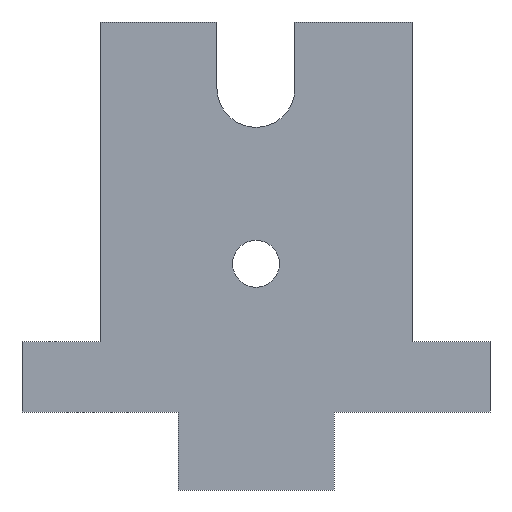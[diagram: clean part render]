
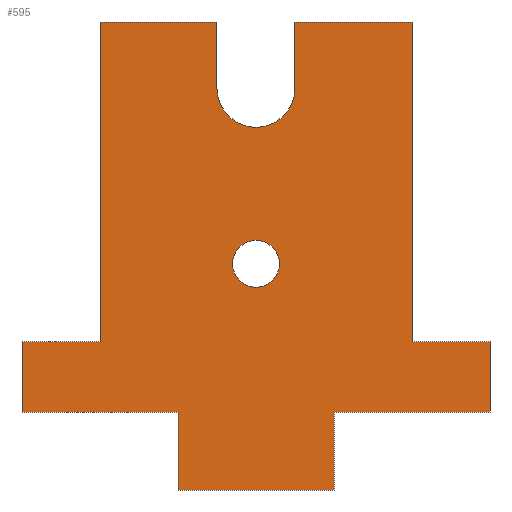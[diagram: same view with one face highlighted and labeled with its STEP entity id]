
A CAD part, left-side view. The second image highlights one B-rep face of the part: STEP entity #595.
In plain terms, the highlighted planar face has unit normal (1, 0, 0).
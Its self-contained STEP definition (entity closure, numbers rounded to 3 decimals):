
#123=AXIS2_PLACEMENT_3D('Circle Axis2P3D',#121,#122,$) ;
#557=AXIS2_PLACEMENT_3D('Plane Axis2P3D',#554,#555,#556) ;
#579=AXIS2_PLACEMENT_3D('Circle Axis2P3D',#577,#578,$) ;
#588=AXIS2_PLACEMENT_3D('Circle Axis2P3D',#586,#587,$) ;
#36=CARTESIAN_POINT('Line Origine',(-194.,-12.5,-32.)) ;
#40=CARTESIAN_POINT('Vertex',(-194.,-20.,-32.)) ;
#42=CARTESIAN_POINT('Vertex',(-194.,-5.,-32.)) ;
#76=CARTESIAN_POINT('Line Origine',(-194.,-5.,-36.25)) ;
#80=CARTESIAN_POINT('Vertex',(-194.,-5.,-40.5)) ;
#113=CARTESIAN_POINT('Vertex',(-194.,5.,-40.5)) ;
#121=CARTESIAN_POINT('Axis2P3D Location',(-194.,0.,-40.5)) ;
#144=CARTESIAN_POINT('Vertex',(-194.,5.,-32.)) ;
#152=CARTESIAN_POINT('Line Origine',(-194.,5.,-36.25)) ;
#164=CARTESIAN_POINT('Line Origine',(-194.,12.5,-32.)) ;
#168=CARTESIAN_POINT('Vertex',(-194.,20.,-32.)) ;
#195=CARTESIAN_POINT('Line Origine',(-194.,20.,-52.5)) ;
#199=CARTESIAN_POINT('Vertex',(-194.,20.,-73.)) ;
#226=CARTESIAN_POINT('Line Origine',(-194.,25.,-73.)) ;
#230=CARTESIAN_POINT('Vertex',(-194.,30.,-73.)) ;
#257=CARTESIAN_POINT('Line Origine',(-194.,30.,-77.5)) ;
#261=CARTESIAN_POINT('Vertex',(-194.,30.,-82.)) ;
#288=CARTESIAN_POINT('Line Origine',(-194.,20.,-82.)) ;
#292=CARTESIAN_POINT('Vertex',(-194.,10.,-82.)) ;
#319=CARTESIAN_POINT('Line Origine',(-194.,10.,-87.)) ;
#323=CARTESIAN_POINT('Vertex',(-194.,10.,-92.)) ;
#350=CARTESIAN_POINT('Line Origine',(-194.,0.,-92.)) ;
#354=CARTESIAN_POINT('Vertex',(-194.,-10.,-92.)) ;
#381=CARTESIAN_POINT('Line Origine',(-194.,-10.,-87.)) ;
#385=CARTESIAN_POINT('Vertex',(-194.,-10.,-82.)) ;
#413=CARTESIAN_POINT('Vertex',(-194.,-30.,-82.)) ;
#421=CARTESIAN_POINT('Line Origine',(-194.,-20.,-82.)) ;
#444=CARTESIAN_POINT('Vertex',(-194.,-30.,-73.)) ;
#452=CARTESIAN_POINT('Line Origine',(-194.,-30.,-77.5)) ;
#470=CARTESIAN_POINT('Vertex',(-194.,-20.,-73.)) ;
#478=CARTESIAN_POINT('Line Origine',(-194.,-25.,-73.)) ;
#500=CARTESIAN_POINT('Line Origine',(-194.,-20.,-52.5)) ;
#554=CARTESIAN_POINT('Axis2P3D Location',(-194.,-20.,-32.)) ;
#577=CARTESIAN_POINT('Axis2P3D Location',(-194.,0.,-63.)) ;
#581=CARTESIAN_POINT('Vertex',(-194.,-3.,-63.)) ;
#583=CARTESIAN_POINT('Vertex',(-194.,3.,-63.)) ;
#586=CARTESIAN_POINT('Axis2P3D Location',(-194.,0.,-63.)) ;
#37=DIRECTION('Vector Direction',(0.,1.,0.)) ;
#77=DIRECTION('Vector Direction',(0.,0.,-1.)) ;
#122=DIRECTION('Axis2P3D Direction',(-1.,0.,0.)) ;
#153=DIRECTION('Vector Direction',(0.,0.,-1.)) ;
#165=DIRECTION('Vector Direction',(0.,1.,0.)) ;
#196=DIRECTION('Vector Direction',(0.,0.,-1.)) ;
#227=DIRECTION('Vector Direction',(0.,1.,0.)) ;
#258=DIRECTION('Vector Direction',(0.,0.,-1.)) ;
#289=DIRECTION('Vector Direction',(0.,-1.,0.)) ;
#320=DIRECTION('Vector Direction',(0.,0.,-1.)) ;
#351=DIRECTION('Vector Direction',(0.,-1.,0.)) ;
#382=DIRECTION('Vector Direction',(0.,0.,1.)) ;
#422=DIRECTION('Vector Direction',(0.,1.,0.)) ;
#453=DIRECTION('Vector Direction',(0.,0.,-1.)) ;
#479=DIRECTION('Vector Direction',(0.,-1.,0.)) ;
#501=DIRECTION('Vector Direction',(0.,0.,-1.)) ;
#555=DIRECTION('Axis2P3D Direction',(-1.,0.,0.)) ;
#556=DIRECTION('Axis2P3D XDirection',(0.,1.,0.)) ;
#578=DIRECTION('Axis2P3D Direction',(-1.,0.,0.)) ;
#587=DIRECTION('Axis2P3D Direction',(-1.,0.,0.)) ;
#38=VECTOR('Line Direction',#37,1.) ;
#78=VECTOR('Line Direction',#77,1.) ;
#154=VECTOR('Line Direction',#153,1.) ;
#166=VECTOR('Line Direction',#165,1.) ;
#197=VECTOR('Line Direction',#196,1.) ;
#228=VECTOR('Line Direction',#227,1.) ;
#259=VECTOR('Line Direction',#258,1.) ;
#290=VECTOR('Line Direction',#289,1.) ;
#321=VECTOR('Line Direction',#320,1.) ;
#352=VECTOR('Line Direction',#351,1.) ;
#383=VECTOR('Line Direction',#382,1.) ;
#423=VECTOR('Line Direction',#422,1.) ;
#454=VECTOR('Line Direction',#453,1.) ;
#480=VECTOR('Line Direction',#479,1.) ;
#502=VECTOR('Line Direction',#501,1.) ;
#560=ORIENTED_EDGE('',*,*,#504,.T.) ;
#561=ORIENTED_EDGE('',*,*,#482,.T.) ;
#562=ORIENTED_EDGE('',*,*,#456,.T.) ;
#563=ORIENTED_EDGE('',*,*,#425,.T.) ;
#564=ORIENTED_EDGE('',*,*,#387,.F.) ;
#565=ORIENTED_EDGE('',*,*,#356,.F.) ;
#566=ORIENTED_EDGE('',*,*,#325,.F.) ;
#567=ORIENTED_EDGE('',*,*,#294,.F.) ;
#568=ORIENTED_EDGE('',*,*,#263,.F.) ;
#569=ORIENTED_EDGE('',*,*,#232,.F.) ;
#570=ORIENTED_EDGE('',*,*,#201,.F.) ;
#571=ORIENTED_EDGE('',*,*,#170,.F.) ;
#572=ORIENTED_EDGE('',*,*,#156,.T.) ;
#573=ORIENTED_EDGE('',*,*,#125,.T.) ;
#574=ORIENTED_EDGE('',*,*,#82,.F.) ;
#575=ORIENTED_EDGE('',*,*,#44,.F.) ;
#592=ORIENTED_EDGE('',*,*,#585,.T.) ;
#593=ORIENTED_EDGE('',*,*,#590,.T.) ;
#594=FACE_BOUND('',#591,.T.) ;
#595=ADVANCED_FACE('Surface.1',(#576,#594),#558,.F.) ;
#124=CIRCLE('generated circle',#123,5.) ;
#580=CIRCLE('generated circle',#579,3.) ;
#589=CIRCLE('generated circle',#588,3.) ;
#44=EDGE_CURVE('',#41,#43,#39,.T.) ;
#82=EDGE_CURVE('',#43,#81,#79,.T.) ;
#125=EDGE_CURVE('',#114,#81,#124,.T.) ;
#156=EDGE_CURVE('',#145,#114,#155,.T.) ;
#170=EDGE_CURVE('',#145,#169,#167,.T.) ;
#201=EDGE_CURVE('',#169,#200,#198,.T.) ;
#232=EDGE_CURVE('',#200,#231,#229,.T.) ;
#263=EDGE_CURVE('',#231,#262,#260,.T.) ;
#294=EDGE_CURVE('',#262,#293,#291,.T.) ;
#325=EDGE_CURVE('',#293,#324,#322,.T.) ;
#356=EDGE_CURVE('',#324,#355,#353,.T.) ;
#387=EDGE_CURVE('',#355,#386,#384,.T.) ;
#425=EDGE_CURVE('',#414,#386,#424,.T.) ;
#456=EDGE_CURVE('',#445,#414,#455,.T.) ;
#482=EDGE_CURVE('',#471,#445,#481,.T.) ;
#504=EDGE_CURVE('',#41,#471,#503,.T.) ;
#585=EDGE_CURVE('',#582,#584,#580,.T.) ;
#590=EDGE_CURVE('',#584,#582,#589,.T.) ;
#559=EDGE_LOOP('',(#560,#561,#562,#563,#564,#565,#566,#567,#568,#569,#570,#571,#572,#573,#574,#575)) ;
#591=EDGE_LOOP('',(#592,#593)) ;
#576=FACE_OUTER_BOUND('',#559,.T.) ;
#39=LINE('Line',#36,#38) ;
#79=LINE('Line',#76,#78) ;
#155=LINE('Line',#152,#154) ;
#167=LINE('Line',#164,#166) ;
#198=LINE('Line',#195,#197) ;
#229=LINE('Line',#226,#228) ;
#260=LINE('Line',#257,#259) ;
#291=LINE('Line',#288,#290) ;
#322=LINE('Line',#319,#321) ;
#353=LINE('Line',#350,#352) ;
#384=LINE('Line',#381,#383) ;
#424=LINE('Line',#421,#423) ;
#455=LINE('Line',#452,#454) ;
#481=LINE('Line',#478,#480) ;
#503=LINE('Line',#500,#502) ;
#558=PLANE('',#557) ;
#41=VERTEX_POINT('',#40) ;
#43=VERTEX_POINT('',#42) ;
#81=VERTEX_POINT('',#80) ;
#114=VERTEX_POINT('',#113) ;
#145=VERTEX_POINT('',#144) ;
#169=VERTEX_POINT('',#168) ;
#200=VERTEX_POINT('',#199) ;
#231=VERTEX_POINT('',#230) ;
#262=VERTEX_POINT('',#261) ;
#293=VERTEX_POINT('',#292) ;
#324=VERTEX_POINT('',#323) ;
#355=VERTEX_POINT('',#354) ;
#386=VERTEX_POINT('',#385) ;
#414=VERTEX_POINT('',#413) ;
#445=VERTEX_POINT('',#444) ;
#471=VERTEX_POINT('',#470) ;
#582=VERTEX_POINT('',#581) ;
#584=VERTEX_POINT('',#583) ;
